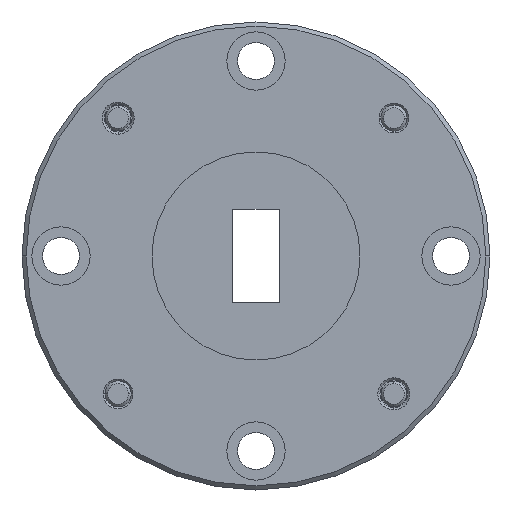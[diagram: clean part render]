
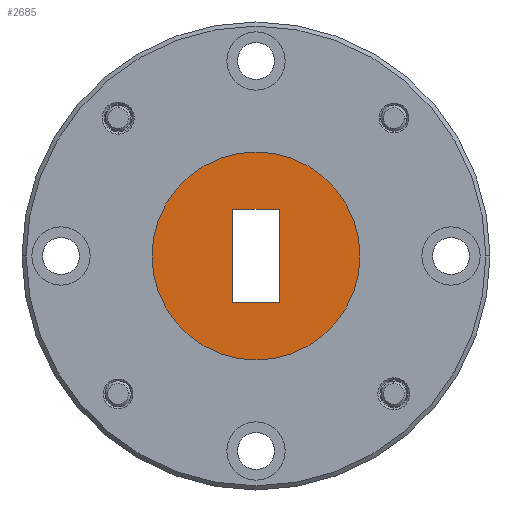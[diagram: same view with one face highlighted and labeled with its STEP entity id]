
A CAD part, left-side view. The second image highlights one B-rep face of the part: STEP entity #2685.
In plain terms, the highlighted planar face has unit normal (-1, 0, 0).
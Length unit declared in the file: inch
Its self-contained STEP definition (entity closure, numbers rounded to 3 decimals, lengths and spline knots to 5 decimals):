
#8 = CARTESIAN_POINT ( 'NONE',  ( 0., 0.25, 0. ) ) ;
#60 = ORIENTED_EDGE ( 'NONE', *, *, #1725, .T. ) ;
#71 = DIRECTION ( 'NONE',  ( 0., 1., 0. ) ) ;
#114 = DIRECTION ( 'NONE',  ( 0., -1., 0. ) ) ;
#141 = CARTESIAN_POINT ( 'NONE',  ( 0., -0.056, 0.112 ) ) ;
#198 = EDGE_CURVE ( 'NONE', #4142, #2177, #3084, .T. ) ;
#250 = LINE ( 'NONE', #4277, #733 ) ;
#430 = EDGE_LOOP ( 'NONE', ( #1508, #2660, #60, #1047 ) ) ;
#620 = DIRECTION ( 'NONE',  ( -1., 0., 0. ) ) ;
#733 = VECTOR ( 'NONE', #3963, 39.37008 ) ;
#1047 = ORIENTED_EDGE ( 'NONE', *, *, #1998, .T. ) ;
#1275 = EDGE_CURVE ( 'NONE', #3075, #4117, #250, .T. ) ;
#1299 = DIRECTION ( 'NONE',  ( -1., 0., 0. ) ) ;
#1301 = ORIENTED_EDGE ( 'NONE', *, *, #198, .T. ) ;
#1508 = ORIENTED_EDGE ( 'NONE', *, *, #3804, .T. ) ;
#1583 = FACE_BOUND ( 'NONE', #430, .T. ) ;
#1681 = CARTESIAN_POINT ( 'NONE',  ( 0., 0.056, 0.112 ) ) ;
#1687 = CARTESIAN_POINT ( 'NONE',  ( 0., -0.056, 0.112 ) ) ;
#1725 = EDGE_CURVE ( 'NONE', #4117, #3812, #4236, .T. ) ;
#1913 = PLANE ( 'NONE',  #2872 ) ;
#1998 = EDGE_CURVE ( 'NONE', #3812, #3490, #2732, .T. ) ;
#2177 = VERTEX_POINT ( 'NONE', #3421 ) ;
#2402 = AXIS2_PLACEMENT_3D ( 'NONE', #3276, #1299, #2981 ) ;
#2403 = CIRCLE ( 'NONE', #2402, 0.25 ) ;
#2456 = CARTESIAN_POINT ( 'NONE',  ( 0., 0.056, -0.112 ) ) ;
#2624 = LINE ( 'NONE', #2967, #4088 ) ;
#2660 = ORIENTED_EDGE ( 'NONE', *, *, #1275, .T. ) ;
#2676 = VECTOR ( 'NONE', #2913, 39.37008 ) ;
#2685 = ADVANCED_FACE ( 'NONE', ( #2831, #1583 ), #1913, .T. ) ;
#2732 = LINE ( 'NONE', #2924, #2676 ) ;
#2796 = AXIS2_PLACEMENT_3D ( 'NONE', #3688, #3010, #3333 ) ;
#2831 = FACE_OUTER_BOUND ( 'NONE', #3984, .T. ) ;
#2872 = AXIS2_PLACEMENT_3D ( 'NONE', #2914, #620, #2926 ) ;
#2913 = DIRECTION ( 'NONE',  ( 0., 0., -1. ) ) ;
#2914 = CARTESIAN_POINT ( 'NONE',  ( 0., 0., 0. ) ) ;
#2924 = CARTESIAN_POINT ( 'NONE',  ( 0., -0.056, -0.112 ) ) ;
#2926 = DIRECTION ( 'NONE',  ( 0., -1., 0. ) ) ;
#2967 = CARTESIAN_POINT ( 'NONE',  ( 0., -0.056, -0.112 ) ) ;
#2981 = DIRECTION ( 'NONE',  ( 0., 1., 0. ) ) ;
#3010 = DIRECTION ( 'NONE',  ( -1., 0., 0. ) ) ;
#3075 = VERTEX_POINT ( 'NONE', #2456 ) ;
#3084 = CIRCLE ( 'NONE', #2796, 0.25 ) ;
#3095 = ORIENTED_EDGE ( 'NONE', *, *, #3323, .T. ) ;
#3104 = CARTESIAN_POINT ( 'NONE',  ( 0., -0.056, -0.112 ) ) ;
#3276 = CARTESIAN_POINT ( 'NONE',  ( 0., 0., 0. ) ) ;
#3323 = EDGE_CURVE ( 'NONE', #2177, #4142, #2403, .T. ) ;
#3333 = DIRECTION ( 'NONE',  ( 0., 1., 0. ) ) ;
#3421 = CARTESIAN_POINT ( 'NONE',  ( 0., -0.25, 0. ) ) ;
#3490 = VERTEX_POINT ( 'NONE', #3104 ) ;
#3688 = CARTESIAN_POINT ( 'NONE',  ( 0., 0., 0. ) ) ;
#3804 = EDGE_CURVE ( 'NONE', #3490, #3075, #2624, .T. ) ;
#3812 = VERTEX_POINT ( 'NONE', #1687 ) ;
#3963 = DIRECTION ( 'NONE',  ( 0., 0., 1. ) ) ;
#3984 = EDGE_LOOP ( 'NONE', ( #1301, #3095 ) ) ;
#3985 = VECTOR ( 'NONE', #114, 39.37008 ) ;
#4088 = VECTOR ( 'NONE', #71, 39.37008 ) ;
#4117 = VERTEX_POINT ( 'NONE', #1681 ) ;
#4142 = VERTEX_POINT ( 'NONE', #8 ) ;
#4236 = LINE ( 'NONE', #141, #3985 ) ;
#4277 = CARTESIAN_POINT ( 'NONE',  ( 0., 0.056, -0.112 ) ) ;
